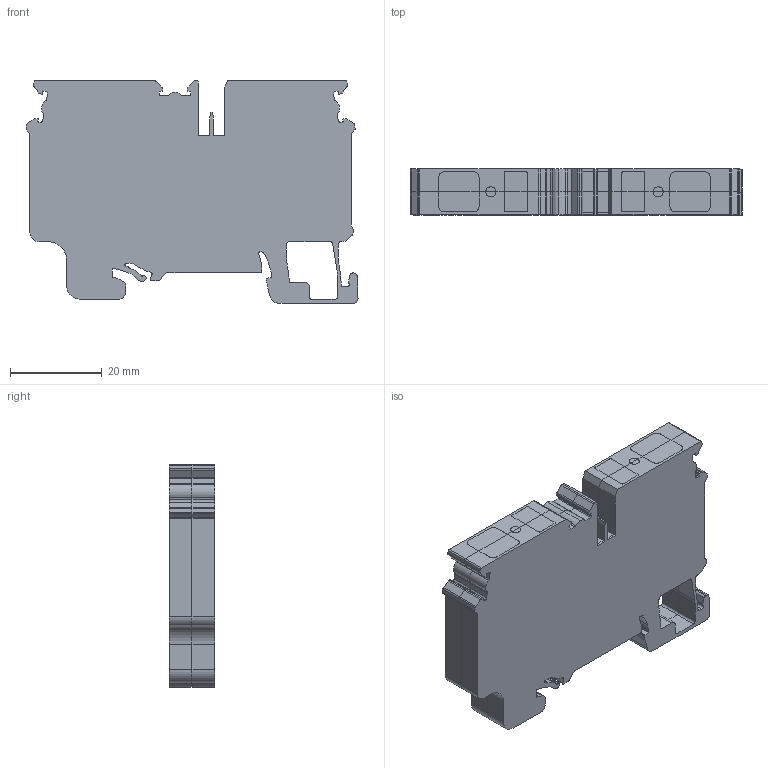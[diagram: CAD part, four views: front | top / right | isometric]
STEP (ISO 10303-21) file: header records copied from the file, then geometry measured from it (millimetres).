
FILE_DESCRIPTION (( 'STEP AP214' ), '1' );
FILE_NAME ('CX10PE.STEP', '2024-11-20T07:38:04', ( '' ), ( '' ), 'SwSTEP 2.0', 'SolidWorks 2022', '' );
FILE_SCHEMA (( 'AUTOMOTIVE_DESIGN' ));
Length unit declared in the file: millimetre
Products named in the file (1): CX10PE
Bounding box: 72.35 x 10 x 48.5 mm (x, y, z)
Volume: 28007.2 mm3; surface area: 15068.7 mm2
Topology: 2 solids, 2 shells, 515 faces, 1528 edges, 1019 vertices
Faces by surface type: plane 275, cylinder 240
Entity records: 17575 total; most frequent: CARTESIAN_POINT 3071, ORIENTED_EDGE 3056, DIRECTION 3036, EDGE_CURVE 1528, VECTOR 1044, LINE 1044, VERTEX_POINT 1019, AXIS2_PLACEMENT_3D 996
